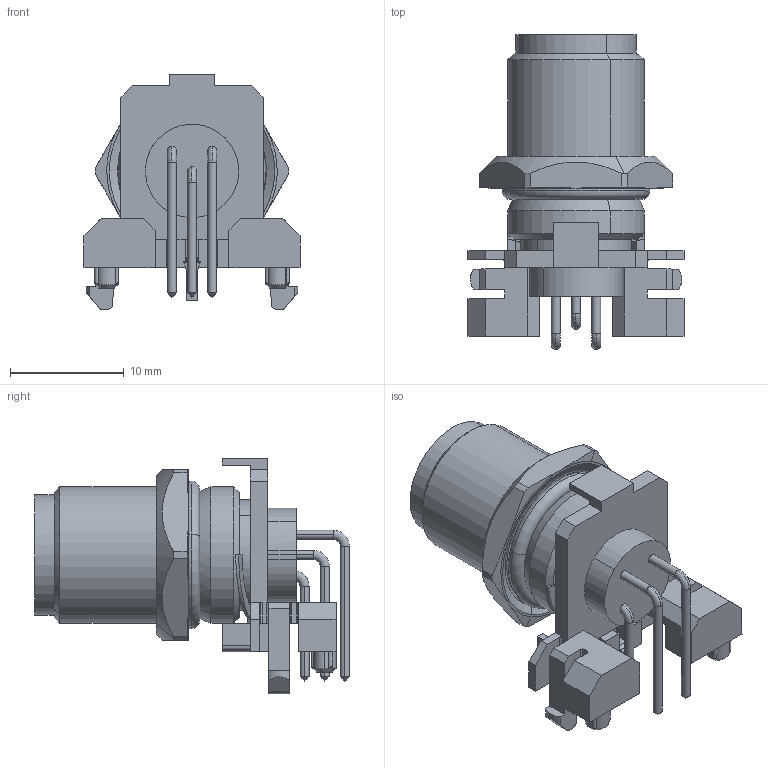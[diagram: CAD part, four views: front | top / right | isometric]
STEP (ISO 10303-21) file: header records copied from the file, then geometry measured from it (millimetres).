
FILE_DESCRIPTION(('CATIA V5 STEP Exchange','CAx-IF Rec.Pracs.--- Model Styling and Organization---1.4--- 2014-01-23'),'2;1');
FILE_NAME ('D1461925_1_2423870000_2423870000.stp','2021-01-03T13:30:09+00:00',('none'),('Weidmueller'),'CATIA Version 5-6 Release 2016 SP3 HF44','CATIA V5 STEP AP214','none');
FILE_SCHEMA(('AUTOMOTIVE_DESIGN { 1 0 10303 214 1 1 1 1 }'));
Length unit declared in the file: millimetre
Products named in the file (1): 2423870000
Bounding box: 19 x 27.66 x 20.7 mm (x, y, z)
Volume: 2412 mm3; surface area: 4247.9 mm2
Topology: 15 solids, 25 shells, 521 faces, 1440 edges, 959 vertices
Faces by surface type: plane 210, cylinder 164, bspline 61, cone 56, torus 30
Entity records: 17656 total; most frequent: CARTESIAN_POINT 5420, ORIENTED_EDGE 2860, DIRECTION 1914, EDGE_CURVE 1430, VERTEX_POINT 959, AXIS2_PLACEMENT_3D 799, VECTOR 669, LINE 669
